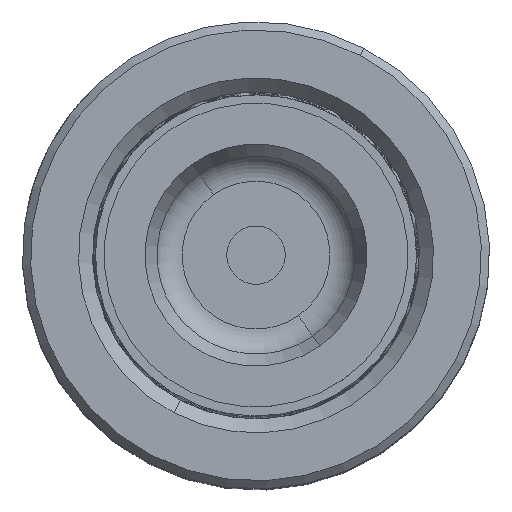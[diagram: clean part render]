
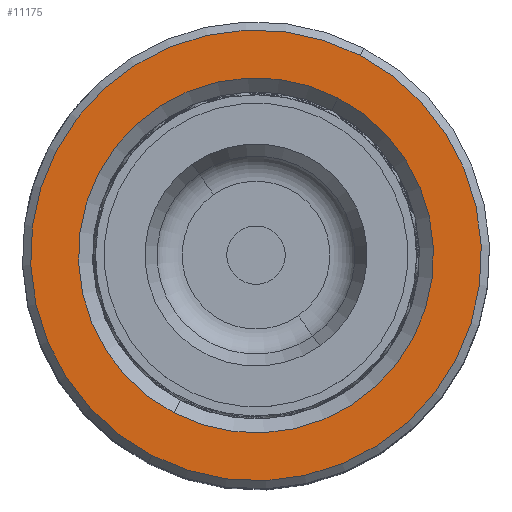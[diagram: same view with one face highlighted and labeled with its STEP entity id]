
A CAD part, top view. The second image highlights one B-rep face of the part: STEP entity #11175.
In plain terms, the highlighted planar face has unit normal (0, 0, 1).
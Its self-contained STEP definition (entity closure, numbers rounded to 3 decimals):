
#3011 = AXIS2_PLACEMENT_3D ( 'NONE', #7938, #12580, #17852 ) ;
#5504 = CIRCLE ( 'NONE', #25905, 19.3 ) ;
#6089 = VERTEX_POINT ( 'NONE', #20363 ) ;
#6563 = DIRECTION ( 'NONE',  ( 0., 0., 1. ) ) ;
#6760 = ORIENTED_EDGE ( 'NONE', *, *, #9998, .T. ) ;
#6981 = DIRECTION ( 'NONE',  ( 1., 0., 0. ) ) ;
#7938 = CARTESIAN_POINT ( 'NONE',  ( 0., 0., 60. ) ) ;
#9742 = EDGE_CURVE ( 'NONE', #21644, #6089, #5504, .T. ) ;
#9998 = EDGE_CURVE ( 'NONE', #40038, #17191, #44742, .T. ) ;
#11175 = ADVANCED_FACE ( 'NONE', ( #30929, #54084 ), #34488, .T. ) ;
#12481 = CARTESIAN_POINT ( 'NONE',  ( -19.3, 0., 60. ) ) ;
#12580 = DIRECTION ( 'NONE',  ( 0., 0., -1. ) ) ;
#15651 = DIRECTION ( 'NONE',  ( 1., 0., 0. ) ) ;
#17067 = CIRCLE ( 'NONE', #28504, 19.3 ) ;
#17191 = VERTEX_POINT ( 'NONE', #44922 ) ;
#17852 = DIRECTION ( 'NONE',  ( 1., 0., 0. ) ) ;
#20363 = CARTESIAN_POINT ( 'NONE',  ( 19.3, 0., 60. ) ) ;
#20400 = EDGE_LOOP ( 'NONE', ( #6760, #45445 ) ) ;
#20825 = AXIS2_PLACEMENT_3D ( 'NONE', #44370, #30051, #6981 ) ;
#21644 = VERTEX_POINT ( 'NONE', #12481 ) ;
#23625 = CARTESIAN_POINT ( 'NONE',  ( 0., 0., 60. ) ) ;
#25694 = ORIENTED_EDGE ( 'NONE', *, *, #9742, .T. ) ;
#25905 = AXIS2_PLACEMENT_3D ( 'NONE', #57172, #6563, #15651 ) ;
#28504 = AXIS2_PLACEMENT_3D ( 'NONE', #23625, #55987, #51297 ) ;
#30051 = DIRECTION ( 'NONE',  ( 0., 0., 1. ) ) ;
#30929 = FACE_OUTER_BOUND ( 'NONE', #52239, .T. ) ;
#34488 = PLANE ( 'NONE',  #20825 ) ;
#36164 = DIRECTION ( 'NONE',  ( 1., 0., 0. ) ) ;
#38477 = CIRCLE ( 'NONE', #39804, 15.2 ) ;
#39804 = AXIS2_PLACEMENT_3D ( 'NONE', #41021, #59695, #36164 ) ;
#39862 = EDGE_CURVE ( 'NONE', #6089, #21644, #17067, .T. ) ;
#40038 = VERTEX_POINT ( 'NONE', #43376 ) ;
#41021 = CARTESIAN_POINT ( 'NONE',  ( 0., 0., 60. ) ) ;
#42996 = ORIENTED_EDGE ( 'NONE', *, *, #39862, .T. ) ;
#43376 = CARTESIAN_POINT ( 'NONE',  ( 15.2, 0., 60. ) ) ;
#44370 = CARTESIAN_POINT ( 'NONE',  ( 0., 0., 60. ) ) ;
#44742 = CIRCLE ( 'NONE', #3011, 15.2 ) ;
#44922 = CARTESIAN_POINT ( 'NONE',  ( -15.2, 0., 60. ) ) ;
#45445 = ORIENTED_EDGE ( 'NONE', *, *, #46228, .T. ) ;
#46228 = EDGE_CURVE ( 'NONE', #17191, #40038, #38477, .T. ) ;
#51297 = DIRECTION ( 'NONE',  ( 1., 0., 0. ) ) ;
#52239 = EDGE_LOOP ( 'NONE', ( #25694, #42996 ) ) ;
#54084 = FACE_BOUND ( 'NONE', #20400, .T. ) ;
#55987 = DIRECTION ( 'NONE',  ( 0., 0., 1. ) ) ;
#57172 = CARTESIAN_POINT ( 'NONE',  ( 0., 0., 60. ) ) ;
#59695 = DIRECTION ( 'NONE',  ( 0., 0., -1. ) ) ;
